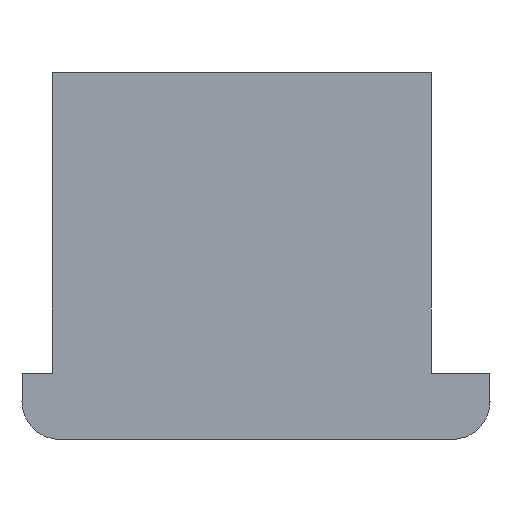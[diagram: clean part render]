
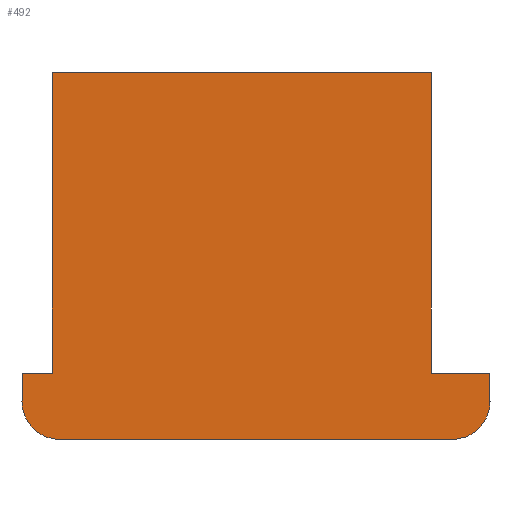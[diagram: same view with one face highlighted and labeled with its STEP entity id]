
A CAD part, left-side view. The second image highlights one B-rep face of the part: STEP entity #492.
In plain terms, the highlighted planar face has unit normal (-1, 0, 0).
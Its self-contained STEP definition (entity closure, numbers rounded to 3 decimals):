
#25=PLANE('',#526);
#41=FACE_OUTER_BOUND('',#71,.T.);
#71=EDGE_LOOP('',(#340,#341,#342,#343,#344,#345,#346,#347,#348,#349));
#104=LINE('',#735,#152);
#105=LINE('',#737,#153);
#106=LINE('',#739,#154);
#107=LINE('',#741,#155);
#108=LINE('',#743,#156);
#109=LINE('',#745,#157);
#110=LINE('',#747,#158);
#111=LINE('',#750,#159);
#152=VECTOR('',#585,10.);
#153=VECTOR('',#586,10.);
#154=VECTOR('',#587,10.);
#155=VECTOR('',#588,10.);
#156=VECTOR('',#589,10.);
#157=VECTOR('',#590,10.);
#158=VECTOR('',#591,10.);
#159=VECTOR('',#594,10.);
#199=CIRCLE('',#525,2.);
#200=CIRCLE('',#527,2.);
#220=VERTEX_POINT('',#728);
#221=VERTEX_POINT('',#730);
#222=VERTEX_POINT('',#734);
#223=VERTEX_POINT('',#736);
#224=VERTEX_POINT('',#738);
#225=VERTEX_POINT('',#740);
#226=VERTEX_POINT('',#742);
#227=VERTEX_POINT('',#744);
#228=VERTEX_POINT('',#746);
#229=VERTEX_POINT('',#748);
#266=EDGE_CURVE('',#220,#221,#199,.T.);
#268=EDGE_CURVE('',#222,#220,#104,.T.);
#269=EDGE_CURVE('',#223,#222,#105,.T.);
#270=EDGE_CURVE('',#224,#223,#106,.T.);
#271=EDGE_CURVE('',#225,#224,#107,.T.);
#272=EDGE_CURVE('',#226,#225,#108,.T.);
#273=EDGE_CURVE('',#227,#226,#109,.T.);
#274=EDGE_CURVE('',#228,#227,#110,.T.);
#275=EDGE_CURVE('',#229,#228,#200,.T.);
#276=EDGE_CURVE('',#221,#229,#111,.T.);
#340=ORIENTED_EDGE('',*,*,#266,.F.);
#341=ORIENTED_EDGE('',*,*,#268,.F.);
#342=ORIENTED_EDGE('',*,*,#269,.F.);
#343=ORIENTED_EDGE('',*,*,#270,.F.);
#344=ORIENTED_EDGE('',*,*,#271,.F.);
#345=ORIENTED_EDGE('',*,*,#272,.F.);
#346=ORIENTED_EDGE('',*,*,#273,.F.);
#347=ORIENTED_EDGE('',*,*,#274,.F.);
#348=ORIENTED_EDGE('',*,*,#275,.F.);
#349=ORIENTED_EDGE('',*,*,#276,.F.);
#492=ADVANCED_FACE('',(#41),#25,.F.);
#525=AXIS2_PLACEMENT_3D('',#731,#580,#581);
#526=AXIS2_PLACEMENT_3D('',#733,#583,#584);
#527=AXIS2_PLACEMENT_3D('',#749,#592,#593);
#580=DIRECTION('center_axis',(1.,0.,0.));
#581=DIRECTION('ref_axis',(0.,0.,-1.));
#583=DIRECTION('center_axis',(1.,0.,0.));
#584=DIRECTION('ref_axis',(0.,0.,-1.));
#585=DIRECTION('',(0.,0.,-1.));
#586=DIRECTION('',(0.,-1.,0.));
#587=DIRECTION('',(0.,0.,-1.));
#588=DIRECTION('',(0.,-1.,0.));
#589=DIRECTION('',(0.,0.,1.));
#590=DIRECTION('',(0.,-1.,0.));
#591=DIRECTION('',(0.,0.,1.));
#592=DIRECTION('center_axis',(1.,0.,0.));
#593=DIRECTION('ref_axis',(0.,0.,-1.));
#594=DIRECTION('',(0.,1.,0.));
#728=CARTESIAN_POINT('',(187.641,862.648,2.));
#730=CARTESIAN_POINT('',(187.641,864.648,0.));
#731=CARTESIAN_POINT('Origin',(187.641,864.648,2.));
#733=CARTESIAN_POINT('Origin',(187.641,885.748,19.363));
#734=CARTESIAN_POINT('',(187.641,862.648,3.5));
#735=CARTESIAN_POINT('',(187.642,862.648,60.482));
#736=CARTESIAN_POINT('',(187.641,865.748,3.5));
#737=CARTESIAN_POINT('',(187.641,875.748,3.5));
#738=CARTESIAN_POINT('',(187.641,865.748,19.363));
#739=CARTESIAN_POINT('',(187.642,865.748,60.482));
#740=CARTESIAN_POINT('',(187.641,885.748,19.363));
#741=CARTESIAN_POINT('',(187.641,875.748,19.363));
#742=CARTESIAN_POINT('',(187.641,885.748,3.5));
#743=CARTESIAN_POINT('',(187.642,885.748,60.482));
#744=CARTESIAN_POINT('',(187.641,887.348,3.5));
#745=CARTESIAN_POINT('',(187.641,885.748,3.5));
#746=CARTESIAN_POINT('',(187.641,887.348,2.));
#747=CARTESIAN_POINT('',(187.642,887.348,60.482));
#748=CARTESIAN_POINT('',(187.641,885.348,0.));
#749=CARTESIAN_POINT('Origin',(187.641,885.348,2.));
#750=CARTESIAN_POINT('',(187.641,875.748,0.));
